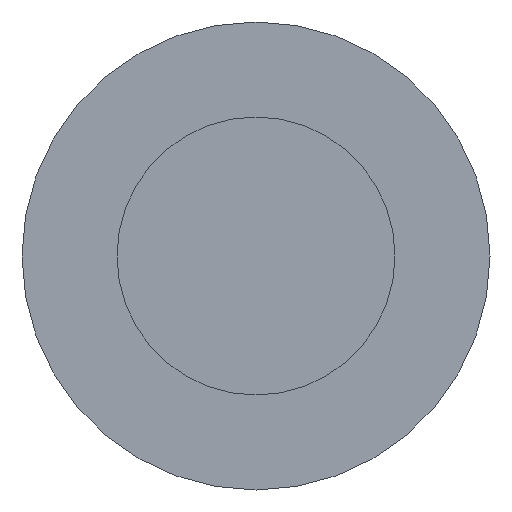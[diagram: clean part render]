
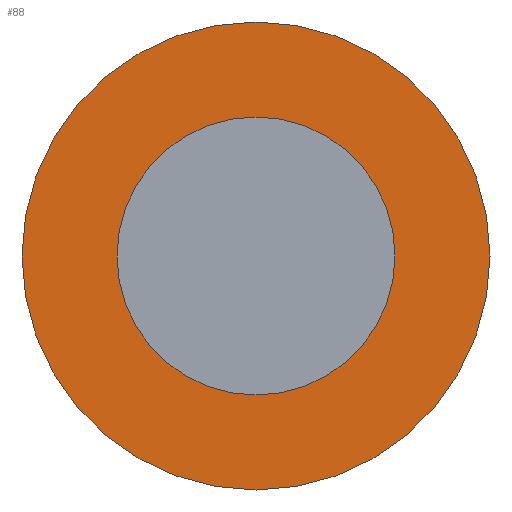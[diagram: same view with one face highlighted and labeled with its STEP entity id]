
A CAD part, front view. The second image highlights one B-rep face of the part: STEP entity #88.
In plain terms, the highlighted planar face has unit normal (0, -1, 0).
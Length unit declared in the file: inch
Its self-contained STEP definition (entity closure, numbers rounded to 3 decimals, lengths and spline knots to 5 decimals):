
#15=PLANE($,#104);
#22=FACE_BOUND($,#40,.T.);
#23=FACE_BOUND($,#41,.T.);
#40=EDGE_LOOP($,(#75));
#41=EDGE_LOOP($,(#76));
#50=CIRCLE($,#103,0.0985);
#51=CIRCLE($,#105,0.0585);
#57=VERTEX_POINT($,#155);
#58=VERTEX_POINT($,#158);
#64=EDGE_CURVE($,#57,#57,#50,.T.);
#65=EDGE_CURVE($,#58,#58,#51,.T.);
#75=ORIENTED_EDGE($,*,*,#65,.F.);
#76=ORIENTED_EDGE($,*,*,#64,.T.);
#88=ADVANCED_FACE($,(#22,#23),#15,.T.);
#103=AXIS2_PLACEMENT_3D($,#156,#128,#129);
#104=AXIS2_PLACEMENT_3D($,#157,#130,#131);
#105=AXIS2_PLACEMENT_3D($,#159,#132,#133);
#128=DIRECTION('center_axis',(0.,-1.,0.));
#129=DIRECTION('ref_axis',(0.,0.,-1.));
#130=DIRECTION('center_axis',(0.,-1.,0.));
#131=DIRECTION('ref_axis',(0.,0.,-1.));
#132=DIRECTION('center_axis',(0.,-1.,0.));
#133=DIRECTION('ref_axis',(0.,0.,-1.));
#155=CARTESIAN_POINT('',(0.,0.1,-0.0985));
#156=CARTESIAN_POINT('Origin',(0.,0.1,0.));
#157=CARTESIAN_POINT('Origin',(0.,0.1,-0.0785));
#158=CARTESIAN_POINT('',(0.,0.1,-0.0585));
#159=CARTESIAN_POINT('Origin',(0.,0.1,0.));
